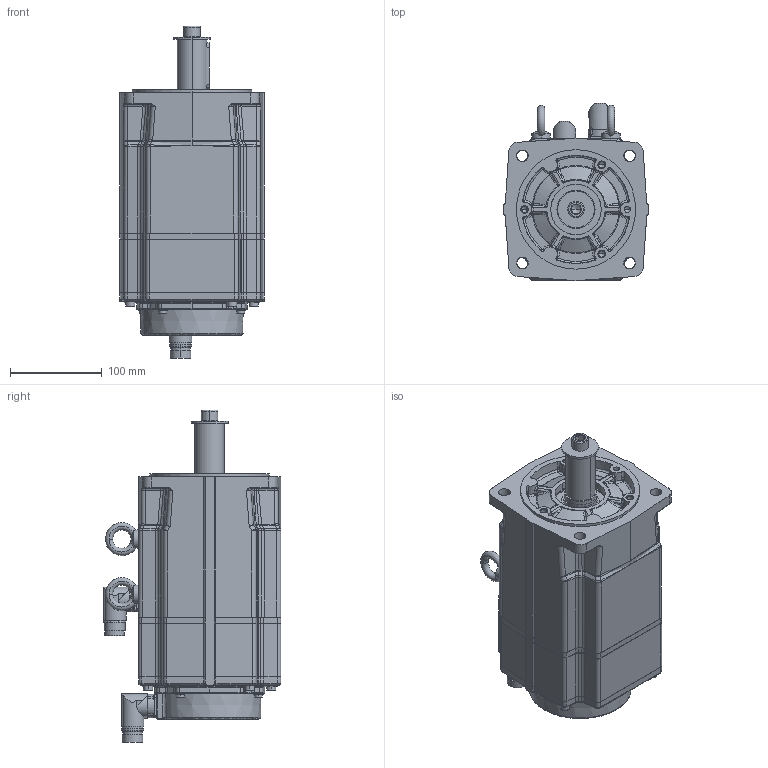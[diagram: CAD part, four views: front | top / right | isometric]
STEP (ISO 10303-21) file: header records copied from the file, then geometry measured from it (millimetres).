
FILE_DESCRIPTION((''),'2;1');
FILE_NAME('NX820EAR7301_SW0001','2005-07-19T',('stagiaire'),(''),'PRO/ENGINEER BY PARAMETRIC TECHNOLOGY CORPORATION, 2005110','PRO/ENGINEER BY PARAMETRIC TECHNOLOGY CORPORATION, 2005110','');
FILE_SCHEMA(('CONFIG_CONTROL_DESIGN'));
Products named in the file (1): NX820EAR7301_SW0001
Bounding box: 157 x 193.5 x 361.4 mm (x, y, z)
Volume: 5147355.4 mm3; surface area: 260669.1 mm2
Topology: 2 solids, 3 shells, 2528 faces, 6306 edges, 3840 vertices
Faces by surface type: plane 957, cylinder 661, bspline 497, cone 247, torus 124, sphere 42
Entity records: 103192 total; most frequent: CARTESIAN_POINT 47192, ORIENTED_EDGE 12468, DIRECTION 10489, EDGE_CURVE 6234, VERTEX_POINT 3840, AXIS2_PLACEMENT_3D 3791, VECTOR 2907, LINE 2907
